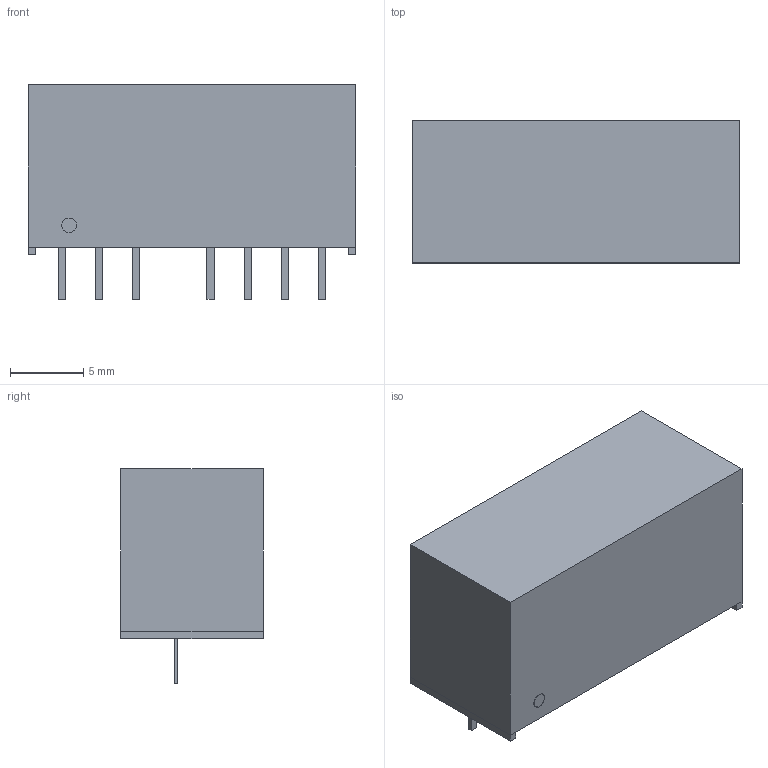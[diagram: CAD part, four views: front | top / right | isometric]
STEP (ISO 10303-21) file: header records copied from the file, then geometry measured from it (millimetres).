
FILE_DESCRIPTION((''),'2;1');
FILE_NAME('DCDC_XPPOWER_IUxxxxS.stp','2011-11-16T14:22:33',(''),(''),'Mechanical Desktop 2011','Mechanical Desktop 2011',', , ');
FILE_SCHEMA(('AUTOMOTIVE_DESIGN { 1 2 10303 214 1 1 1 1 }'));
Length unit declared in the file: millimetre
Products named in the file (1): Product
Bounding box: 22.35 x 9.7 x 14.65 mm (x, y, z)
Volume: 2414.4 mm3; surface area: 1225.8 mm2
Topology: 11 solids, 11 shells, 67 faces, 132 edges, 88 vertices
Faces by surface type: bspline 48, plane 15, cylinder 4
Entity records: 1736 total; most frequent: CARTESIAN_POINT 432, ORIENTED_EDGE 264, DIRECTION 180, EDGE_CURVE 132, VECTOR 124, LINE 124, VERTEX_POINT 88, EDGE_LOOP 68
